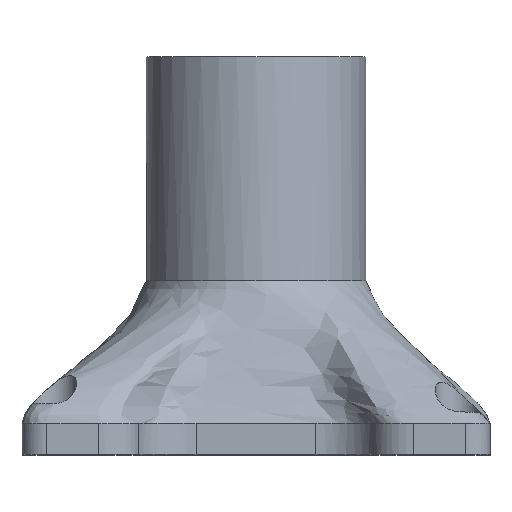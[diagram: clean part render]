
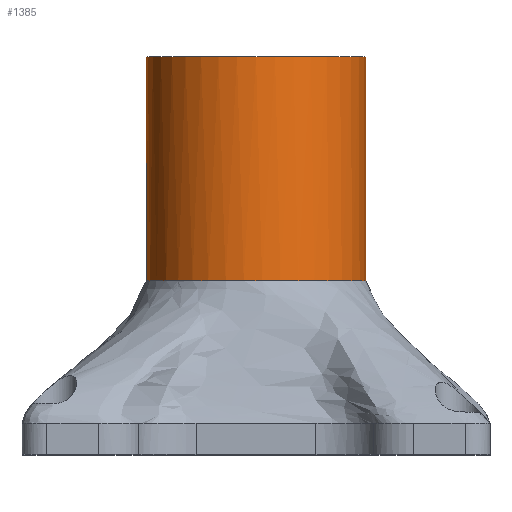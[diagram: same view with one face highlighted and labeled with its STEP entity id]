
A CAD part, top view. The second image highlights one B-rep face of the part: STEP entity #1385.
In plain terms, the highlighted cylindrical face has radius 17.65 mm (diameter 35.3 mm), a full revolution.
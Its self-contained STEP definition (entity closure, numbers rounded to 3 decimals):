
#199=FACE_OUTER_BOUND('',#290,.T.);
#290=EDGE_LOOP('',(#1268,#1269,#1270,#1271,#1272,#1273));
#386=LINE('',#3607,#478);
#478=VECTOR('',#1856,17.65);
#491=CIRCLE('',#1421,17.65);
#492=CIRCLE('',#1422,17.65);
#493=CIRCLE('',#1423,17.65);
#535=CIRCLE('',#1521,17.65);
#593=VERTEX_POINT('',#2994);
#594=VERTEX_POINT('',#3002);
#595=VERTEX_POINT('',#3004);
#671=VERTEX_POINT('',#3606);
#735=EDGE_CURVE('',#593,#594,#491,.T.);
#736=EDGE_CURVE('',#594,#595,#492,.T.);
#737=EDGE_CURVE('',#595,#593,#493,.T.);
#872=EDGE_CURVE('',#595,#671,#386,.T.);
#873=EDGE_CURVE('',#671,#671,#535,.T.);
#1268=ORIENTED_EDGE('',*,*,#736,.F.);
#1269=ORIENTED_EDGE('',*,*,#735,.F.);
#1270=ORIENTED_EDGE('',*,*,#737,.F.);
#1271=ORIENTED_EDGE('',*,*,#872,.T.);
#1272=ORIENTED_EDGE('',*,*,#873,.F.);
#1273=ORIENTED_EDGE('',*,*,#872,.F.);
#1312=CYLINDRICAL_SURFACE('',#1520,17.65);
#1385=ADVANCED_FACE('',(#199),#1312,.T.);
#1421=AXIS2_PLACEMENT_3D('',#3003,#1569,#1570);
#1422=AXIS2_PLACEMENT_3D('',#3005,#1571,#1572);
#1423=AXIS2_PLACEMENT_3D('',#3006,#1573,#1574);
#1520=AXIS2_PLACEMENT_3D('',#3605,#1854,#1855);
#1521=AXIS2_PLACEMENT_3D('',#3608,#1857,#1858);
#1569=DIRECTION('center_axis',(0.,-1.,0.));
#1570=DIRECTION('ref_axis',(-1.,0.,0.));
#1571=DIRECTION('center_axis',(0.,-1.,0.));
#1572=DIRECTION('ref_axis',(-1.,0.,0.));
#1573=DIRECTION('center_axis',(0.,-1.,0.));
#1574=DIRECTION('ref_axis',(-1.,0.,0.));
#1854=DIRECTION('center_axis',(0.,-1.,0.));
#1855=DIRECTION('ref_axis',(-1.,0.,0.));
#1856=DIRECTION('',(0.,1.,0.));
#1857=DIRECTION('center_axis',(0.,1.,0.));
#1858=DIRECTION('ref_axis',(-1.,0.,0.));
#2994=CARTESIAN_POINT('',(9.67,28.,-9.67));
#3002=CARTESIAN_POINT('',(34.63,28.,-34.63));
#3003=CARTESIAN_POINT('Origin',(22.15,28.,-22.15));
#3004=CARTESIAN_POINT('',(39.8,28.,-22.15));
#3005=CARTESIAN_POINT('Origin',(22.15,28.,-22.15));
#3006=CARTESIAN_POINT('Origin',(22.15,28.,-22.15));
#3605=CARTESIAN_POINT('Origin',(22.15,64.,-22.15));
#3606=CARTESIAN_POINT('',(39.8,64.,-22.15));
#3607=CARTESIAN_POINT('',(39.8,64.,-22.15));
#3608=CARTESIAN_POINT('Origin',(22.15,64.,-22.15));
